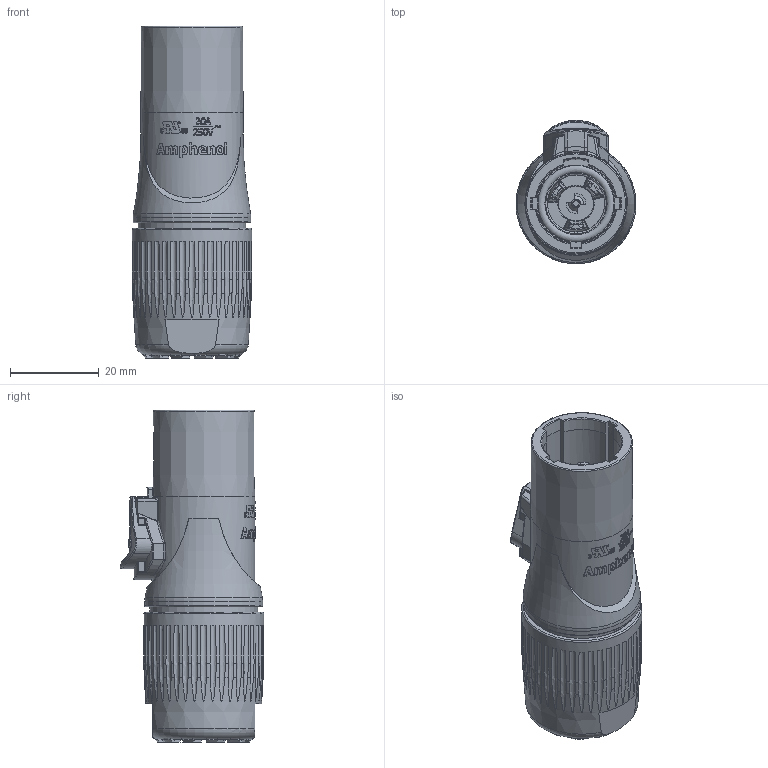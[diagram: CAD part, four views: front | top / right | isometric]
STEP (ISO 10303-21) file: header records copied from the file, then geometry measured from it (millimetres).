
FILE_DESCRIPTION(/* description */ (''),/* implementation_level */ '2;1');
FILE_NAME(/* name */ 'HPT-3-MJ.stp',/* time_stamp */ '2019-07-26T15:45:31+10:00',/* author */ ('thien'),/* organization */ (''),/* preprocessor_version */ 'ST-DEVELOPER v17',/* originating_system */ 'Autodesk Inventor 2018',/* authorisation */ '');
FILE_SCHEMA (('CONFIG_CONTROL_DESIGN'));
Products named in the file (1): HPT-3-MJ_Shrinkwrap_1
Bounding box: 27 x 32.27 x 74.7 mm (x, y, z)
Volume: 21668.9 mm3; surface area: 27374.7 mm2
Topology: 16 solids, 16 shells, 1622 faces, 4392 edges, 2861 vertices
Faces by surface type: plane 736, bspline 398, cylinder 309, cone 113, torus 62, sphere 4
Full cylindrical faces by diameter (mm): 2 x1, 3.242 x3, 4 x3, 8 x1, 12.8 x1, 12.85 x1, 16.2 x1, 16.5 x2, 19 x1, 19.2 x1, 19.4 x1, 19.75 x1, 20.2 x2, 21.8 x1, 22.132 x4, 22.2 x1, 22.526 x5, 24.2 x5, 24.3 x2, 26.5 x1, 27 x1
Entity records: 92317 total; most frequent: CARTESIAN_POINT 54103, ORIENTED_EDGE 8752, DIRECTION 6753, EDGE_CURVE 4376, VERTEX_POINT 2861, AXIS2_PLACEMENT_3D 2352, LINE 2049, VECTOR 2049
